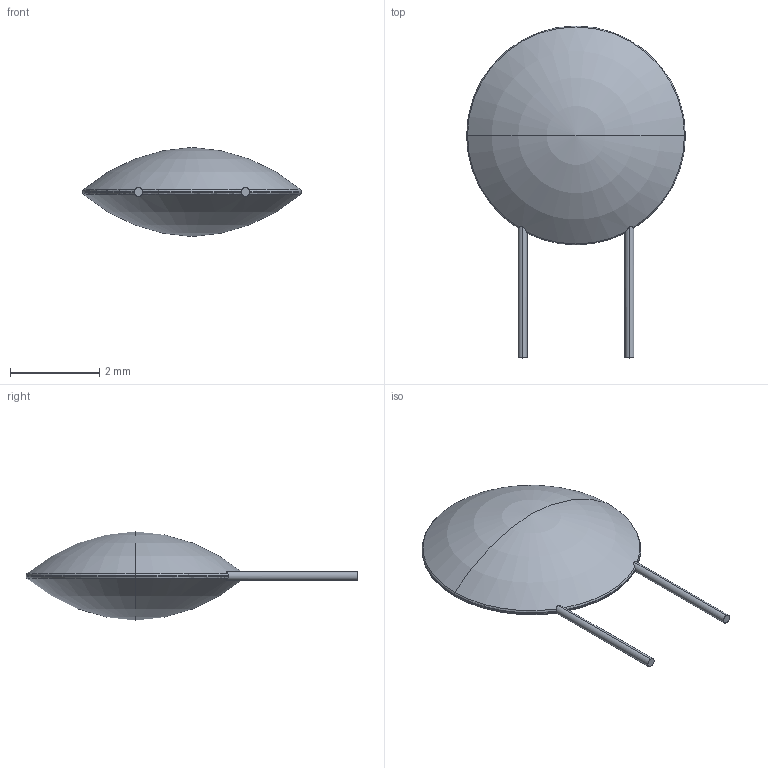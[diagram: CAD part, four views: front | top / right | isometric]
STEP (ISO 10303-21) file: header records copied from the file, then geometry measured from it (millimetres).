
FILE_DESCRIPTION (( 'STEP AP214' ), '1' );
FILE_NAME ('User Library-Ceramic Capacitor 5x3_75mm.STEP', '2021-08-10T13:17:29', ( '' ), ( '' ), 'SwSTEP 2.0', 'SolidWorks 2020', '' );
FILE_SCHEMA (( 'AUTOMOTIVE_DESIGN' ));
Length unit declared in the file: millimetre
Products named in the file (1): User Library-Ceramic Capacitor 5x3_75mm
Bounding box: 4.92 x 7.46 x 2 mm (x, y, z)
Volume: 20.2 mm3; surface area: 48.1 mm2
Topology: 1 solids, 1 shells, 22 faces, 58 edges, 34 vertices
Faces by surface type: torus 12, cylinder 8, plane 2
Entity records: 958 total; most frequent: CARTESIAN_POINT 241, DIRECTION 108, ORIENTED_EDGE 108, EDGE_CURVE 54, AXIS2_PLACEMENT_3D 51, VERTEX_POINT 34, CIRCLE 28, EDGE_LOOP 22
